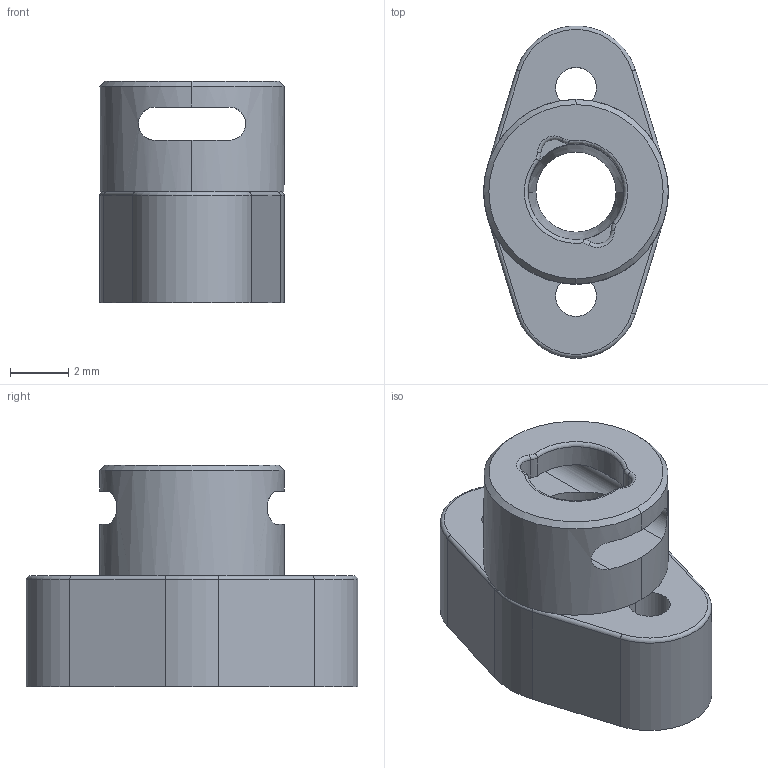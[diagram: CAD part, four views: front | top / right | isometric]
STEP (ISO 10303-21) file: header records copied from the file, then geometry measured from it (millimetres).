
FILE_DESCRIPTION((''),'2;1');
FILE_NAME('SAMTEC_CCH-J-01_Part1.stp','2013-02-05T14:07:22',(''),(''),'Mechanical Desktop 2011','Mechanical Desktop 2011',', , ');
FILE_SCHEMA(('AUTOMOTIVE_DESIGN { 1 2 10303 214 1 1 1 1 }'));
Length unit declared in the file: millimetre
Products named in the file (1): Product
Bounding box: 6.35 x 11.41 x 7.62 mm (x, y, z)
Volume: 235.8 mm3; surface area: 459.2 mm2
Topology: 2 solids, 2 shells, 82 faces, 216 edges, 132 vertices
Faces by surface type: cylinder 34, plane 24, torus 14, cone 10
Entity records: 2891 total; most frequent: CARTESIAN_POINT 721, DIRECTION 490, ORIENTED_EDGE 432, EDGE_CURVE 216, AXIS2_PLACEMENT_3D 205, VERTEX_POINT 132, CIRCLE 122, EDGE_LOOP 88
